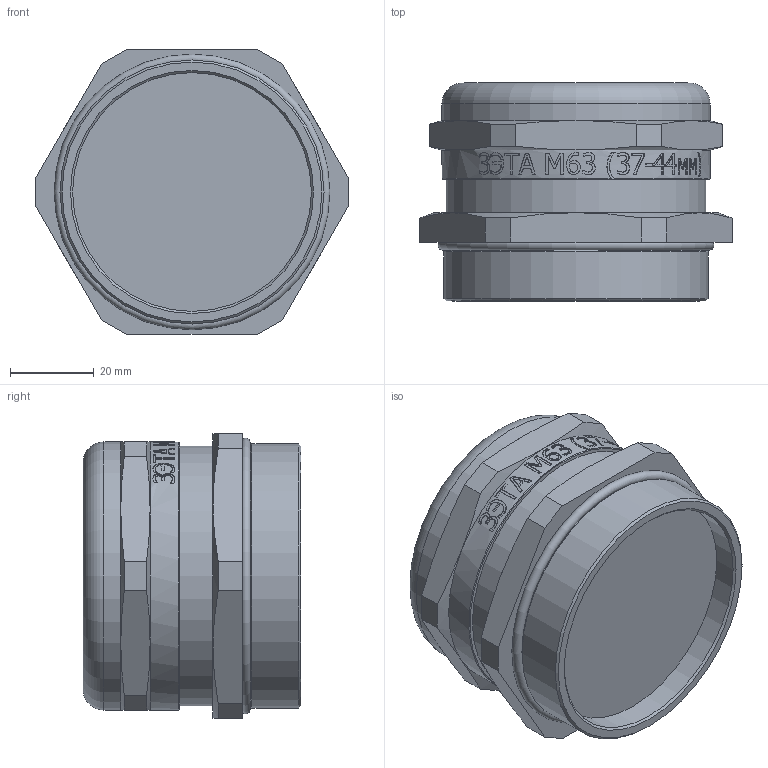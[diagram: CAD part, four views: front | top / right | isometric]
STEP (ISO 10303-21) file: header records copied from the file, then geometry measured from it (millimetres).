
FILE_DESCRIPTION(/* description */ (''),/* implementation_level */ '2;1');
FILE_NAME(/* name */ 'ЗЭТАРУС КВ М63 (37-44) (zeta30124).stp',/* time_stamp */ '2021-02-15T15:02:27+07:00',/* author */ ('Борисов Е'),/* organization */ (''),/* preprocessor_version */ 'ST-DEVELOPER v17',/* originating_system */ 'Autodesk Inventor 2019',/* authorisation */ '');
FILE_SCHEMA (('AUTOMOTIVE_DESIGN { 1 0 10303 214 3 1 1 }'));
Length unit declared in the file: millimetre
Products named in the file (1): 15 КВ-М63 (37-44мм)
Bounding box: 74.52 x 52 x 68 mm (x, y, z)
Volume: 153705.9 mm3; surface area: 20157.6 mm2
Topology: 1 solids, 1 shells, 314 faces, 857 edges, 568 vertices
Faces by surface type: plane 141, bspline 120, cylinder 27, cone 21, torus 5
Full cylindrical faces by diameter (mm): 44 x1, 57 x1, 62 x2, 63 x1, 64 x2
Entity records: 12828 total; most frequent: CARTESIAN_POINT 5622, ORIENTED_EDGE 1714, DIRECTION 1134, EDGE_CURVE 857, VERTEX_POINT 568, AXIS2_PLACEMENT_3D 380, LINE 374, VECTOR 374
